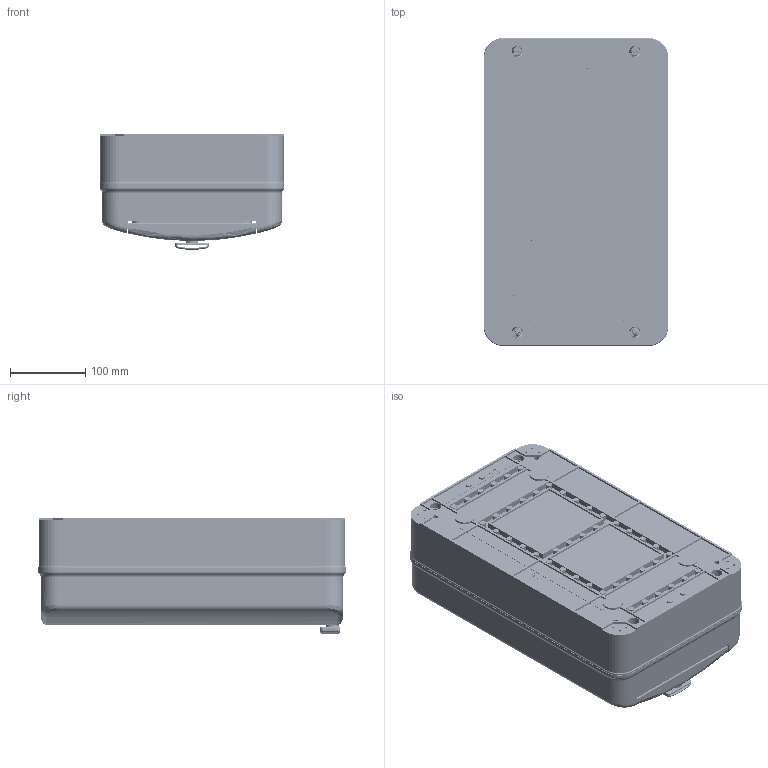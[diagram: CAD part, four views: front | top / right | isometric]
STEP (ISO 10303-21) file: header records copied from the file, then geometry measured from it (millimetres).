
FILE_DESCRIPTION (( 'STEP AP214' ), '1' );
FILE_NAME ('Box 18.STEP', '2023-04-12T12:28:37', ( '' ), ( '' ), 'SwSTEP 2.0', 'SolidWorks 2021', '' );
FILE_SCHEMA (( 'AUTOMOTIVE_DESIGN' ));
Length unit declared in the file: millimetre
Products named in the file (28): Fixer; Case 18; Box 18; Door 18; Klemma 150; Clown ; Bolt; Samorez 4õ10; Screw M4x8; Panel 18; TEP 18; Koltco 14õ2; Slider; DIN-rail L=348; Vstavka modulnaya; Prizhim; Kron; Cover 18; Vstavka dvuhkomp 18 ASM; Spiner; Handle; Derzhatel klemm 18; Zaglushka; Plank 1; prokl nign 18; Klemma 75; Bob; prokl verhn 18
Assembly tree (81 placements, depth 3):
  Box 18
    Case 18
    Cover 18
    Vstavka dvuhkomp 18 ASM  x2
      TEP 18
    Kron  x2
    DIN-rail L=348
    Bob  x2
    Samorez 4õ10  x8
    Zaglushka  x4
    Koltco 14õ2  x4
    Spiner  x2
    Prizhim  x2
    Door 18
    Handle
    Clown 
    Plank 1
    Panel 18
    Vstavka modulnaya
    Derzhatel klemm 18
    Klemma 75
    Klemma 150
    Screw M4x8  x30
    Fixer  x4
    Slider  x2
    Bolt  x4
    prokl nign 18
    prokl verhn 18
Bounding box: 245 x 408 x 153.19 mm (x, y, z)
Volume: 1470228.8 mm3; surface area: 1342543.1 mm2
Topology: 80 solids, 80 shells, 6886 faces, 18195 edges, 11829 vertices
Faces by surface type: plane 3935, cylinder 1963, bspline 540, cone 228, torus 184, sphere 36
Entity records: 195931 total; most frequent: CARTESIAN_POINT 66310, ORIENTED_EDGE 27660, DIRECTION 24928, EDGE_CURVE 13830, VECTOR 9050, LINE 9050, VERTEX_POINT 8988, AXIS2_PLACEMENT_3D 7939
